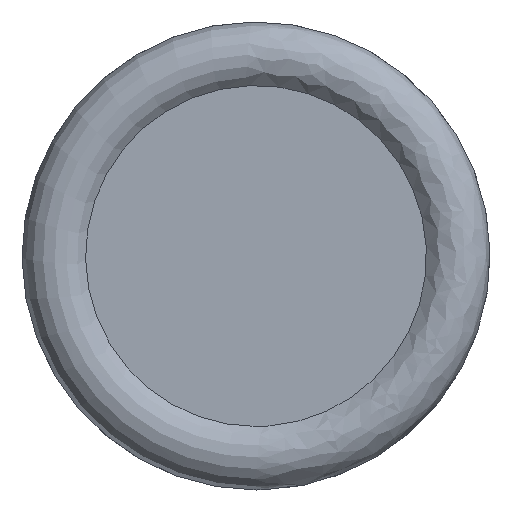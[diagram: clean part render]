
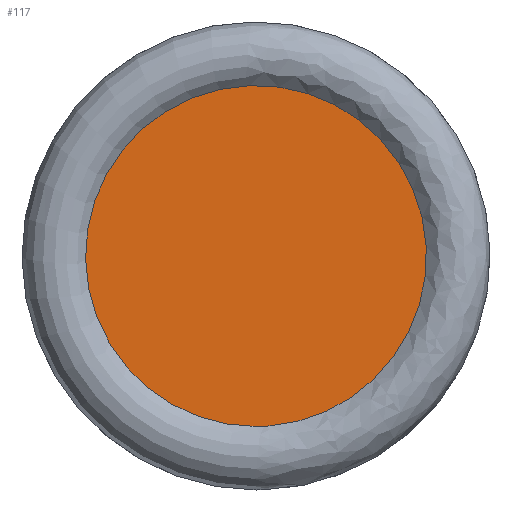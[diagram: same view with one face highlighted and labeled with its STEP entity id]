
A CAD part, left-side view. The second image highlights one B-rep face of the part: STEP entity #117.
In plain terms, the highlighted planar face has unit normal (-1, 0, 0).
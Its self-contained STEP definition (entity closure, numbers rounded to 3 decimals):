
#117=ADVANCED_FACE('',(#143),#139,.F.);
#139=PLANE('',#290);
#143=FACE_OUTER_BOUND('',#145,.T.);
#145=EDGE_LOOP('',(#185));
#185=ORIENTED_EDGE('',*,*,#247,.F.);
#225=VERTEX_POINT('',#419);
#247=EDGE_CURVE('',#225,#225,#267,.T.);
#267=CIRCLE('',#289,14.528);
#289=AXIS2_PLACEMENT_3D('',#418,#332,#333);
#290=AXIS2_PLACEMENT_3D('',#420,#334,#335);
#332=DIRECTION('',(1.,0.,0.));
#333=DIRECTION('',(0.,0.,-1.));
#334=DIRECTION('',(1.,0.,0.));
#335=DIRECTION('',(0.,0.,-1.));
#418=CARTESIAN_POINT('',(1.287,0.,0.));
#419=CARTESIAN_POINT('',(1.287,0.,-14.528));
#420=CARTESIAN_POINT('',(1.287,0.,0.));
